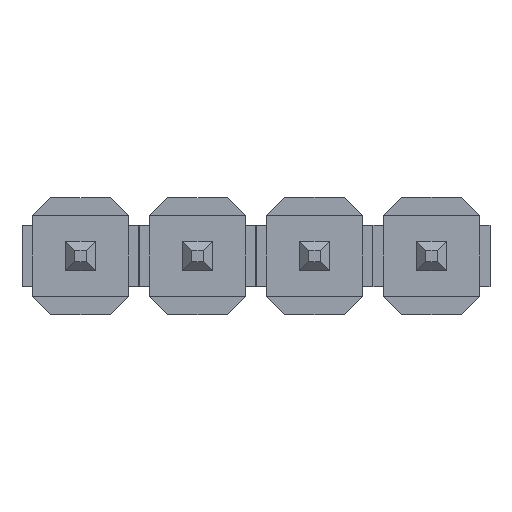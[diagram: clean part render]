
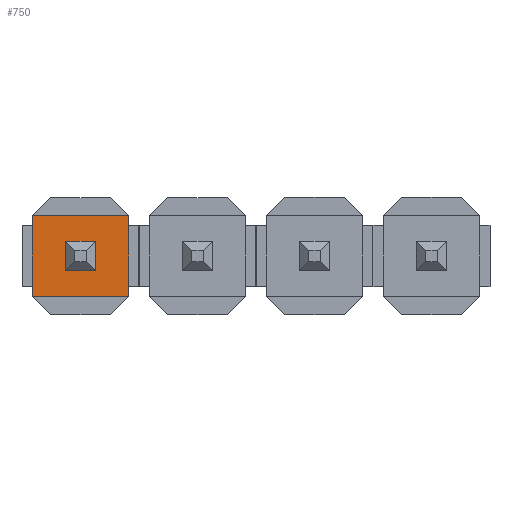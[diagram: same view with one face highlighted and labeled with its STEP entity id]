
A CAD part, front view. The second image highlights one B-rep face of the part: STEP entity #750.
In plain terms, the highlighted planar face has unit normal (0, -1, 0).
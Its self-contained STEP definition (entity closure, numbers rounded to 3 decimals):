
#15 = VECTOR ( 'NONE', #298, 1000. ) ;
#44 = EDGE_CURVE ( 'NONE', #159, #1662, #1668, .T. ) ;
#159 = VERTEX_POINT ( 'NONE', #386 ) ;
#190 = FACE_OUTER_BOUND ( 'NONE', #1418, .T. ) ;
#206 = CARTESIAN_POINT ( 'NONE',  ( 1.27, 0.54, 0.87 ) ) ;
#213 = EDGE_CURVE ( 'NONE', #844, #603, #496, .T. ) ;
#241 = CARTESIAN_POINT ( 'NONE',  ( 1.05, 0.54, -0.87 ) ) ;
#268 = LINE ( 'NONE', #1594, #557 ) ;
#298 = DIRECTION ( 'NONE',  ( -1., 0., 0. ) ) ;
#343 = DIRECTION ( 'NONE',  ( 0., 0., 1. ) ) ;
#369 = AXIS2_PLACEMENT_3D ( 'NONE', #206, #1226, #343 ) ;
#386 = CARTESIAN_POINT ( 'NONE',  ( 1.05, 0.54, 0.87 ) ) ;
#396 = VERTEX_POINT ( 'NONE', #756 ) ;
#409 = DIRECTION ( 'NONE',  ( 0., 0., -1. ) ) ;
#496 = LINE ( 'NONE', #1002, #669 ) ;
#507 = ORIENTED_EDGE ( 'NONE', *, *, #522, .F. ) ;
#522 = EDGE_CURVE ( 'NONE', #1662, #603, #268, .T. ) ;
#557 = VECTOR ( 'NONE', #1476, 1000. ) ;
#561 = VECTOR ( 'NONE', #639, 1000. ) ;
#572 = EDGE_CURVE ( 'NONE', #898, #1481, #1812, .T. ) ;
#598 = CARTESIAN_POINT ( 'NONE',  ( -1.05, 0.54, -0.87 ) ) ;
#603 = VERTEX_POINT ( 'NONE', #598 ) ;
#639 = DIRECTION ( 'NONE',  ( 0., 0., -1. ) ) ;
#664 = CARTESIAN_POINT ( 'NONE',  ( 0.32, 0.54, 0.87 ) ) ;
#669 = VECTOR ( 'NONE', #409, 1000. ) ;
#683 = VECTOR ( 'NONE', #925, 1000. ) ;
#750 = ADVANCED_FACE ( 'NONE', ( #1349, #190 ), #1776, .F. ) ;
#756 = CARTESIAN_POINT ( 'NONE',  ( -0.32, 0.54, 0.32 ) ) ;
#773 = EDGE_CURVE ( 'NONE', #159, #844, #936, .T. ) ;
#799 = CARTESIAN_POINT ( 'NONE',  ( 1.27, 0.54, 0.87 ) ) ;
#812 = ORIENTED_EDGE ( 'NONE', *, *, #859, .T. ) ;
#814 = EDGE_CURVE ( 'NONE', #396, #1458, #1664, .T. ) ;
#844 = VERTEX_POINT ( 'NONE', #1222 ) ;
#859 = EDGE_CURVE ( 'NONE', #1458, #898, #1344, .T. ) ;
#898 = VERTEX_POINT ( 'NONE', #1819 ) ;
#925 = DIRECTION ( 'NONE',  ( -1., 0., 0. ) ) ;
#936 = LINE ( 'NONE', #799, #683 ) ;
#943 = CARTESIAN_POINT ( 'NONE',  ( 1.05, 0.54, -0.87 ) ) ;
#1002 = CARTESIAN_POINT ( 'NONE',  ( -1.05, 0.54, 0.87 ) ) ;
#1067 = CARTESIAN_POINT ( 'NONE',  ( 0.32, 0.54, 0.32 ) ) ;
#1133 = ORIENTED_EDGE ( 'NONE', *, *, #1738, .T. ) ;
#1178 = VECTOR ( 'NONE', #1252, 1000. ) ;
#1180 = CARTESIAN_POINT ( 'NONE',  ( 1.27, 0.54, -0.32 ) ) ;
#1222 = CARTESIAN_POINT ( 'NONE',  ( -1.05, 0.54, 0.87 ) ) ;
#1226 = DIRECTION ( 'NONE',  ( 0., 1., 0. ) ) ;
#1233 = ORIENTED_EDGE ( 'NONE', *, *, #814, .T. ) ;
#1252 = DIRECTION ( 'NONE',  ( 0., 0., 1. ) ) ;
#1335 = LINE ( 'NONE', #1414, #1178 ) ;
#1344 = LINE ( 'NONE', #664, #1484 ) ;
#1349 = FACE_BOUND ( 'NONE', #1784, .T. ) ;
#1361 = CARTESIAN_POINT ( 'NONE',  ( 1.27, 0.54, 0.32 ) ) ;
#1414 = CARTESIAN_POINT ( 'NONE',  ( -0.32, 0.54, 0.87 ) ) ;
#1418 = EDGE_LOOP ( 'NONE', ( #1525, #1553, #507, #1442 ) ) ;
#1442 = ORIENTED_EDGE ( 'NONE', *, *, #44, .F. ) ;
#1458 = VERTEX_POINT ( 'NONE', #1067 ) ;
#1476 = DIRECTION ( 'NONE',  ( -1., 0., 0. ) ) ;
#1481 = VERTEX_POINT ( 'NONE', #1511 ) ;
#1484 = VECTOR ( 'NONE', #1547, 1000. ) ;
#1511 = CARTESIAN_POINT ( 'NONE',  ( -0.32, 0.54, -0.32 ) ) ;
#1525 = ORIENTED_EDGE ( 'NONE', *, *, #773, .T. ) ;
#1547 = DIRECTION ( 'NONE',  ( 0., 0., -1. ) ) ;
#1553 = ORIENTED_EDGE ( 'NONE', *, *, #213, .T. ) ;
#1594 = CARTESIAN_POINT ( 'NONE',  ( 1.27, 0.54, -0.87 ) ) ;
#1662 = VERTEX_POINT ( 'NONE', #241 ) ;
#1664 = LINE ( 'NONE', #1361, #1786 ) ;
#1668 = LINE ( 'NONE', #943, #561 ) ;
#1738 = EDGE_CURVE ( 'NONE', #1481, #396, #1335, .T. ) ;
#1776 = PLANE ( 'NONE',  #369 ) ;
#1784 = EDGE_LOOP ( 'NONE', ( #1233, #812, #1811, #1133 ) ) ;
#1786 = VECTOR ( 'NONE', #1797, 1000. ) ;
#1797 = DIRECTION ( 'NONE',  ( 1., 0., 0. ) ) ;
#1811 = ORIENTED_EDGE ( 'NONE', *, *, #572, .T. ) ;
#1812 = LINE ( 'NONE', #1180, #15 ) ;
#1819 = CARTESIAN_POINT ( 'NONE',  ( 0.32, 0.54, -0.32 ) ) ;
